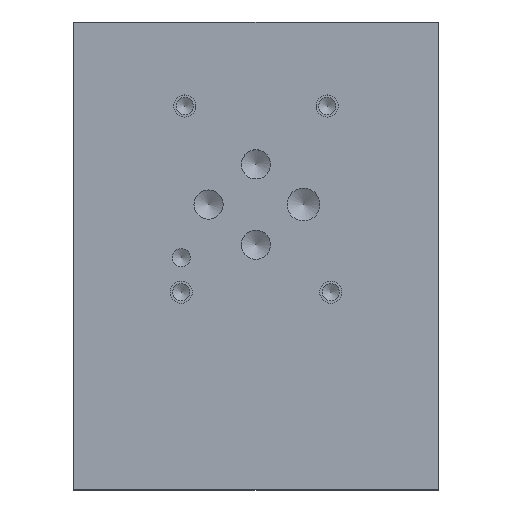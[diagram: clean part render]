
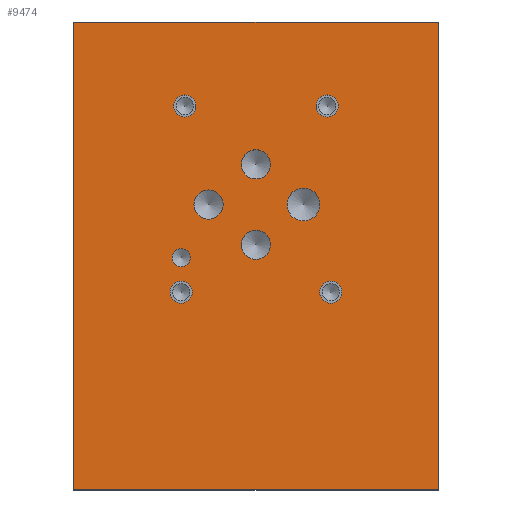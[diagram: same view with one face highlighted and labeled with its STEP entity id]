
A CAD part, top view. The second image highlights one B-rep face of the part: STEP entity #9474.
In plain terms, the highlighted planar face has unit normal (0, 0, 1).
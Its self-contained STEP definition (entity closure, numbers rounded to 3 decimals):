
#143=CIRCLE('',#9899,3.569);
#144=CIRCLE('',#9900,3.569);
#147=CIRCLE('',#9905,3.175);
#148=CIRCLE('',#9906,3.175);
#151=CIRCLE('',#9911,3.175);
#152=CIRCLE('',#9912,3.175);
#155=CIRCLE('',#9917,3.175);
#156=CIRCLE('',#9918,3.175);
#159=CIRCLE('',#9923,1.981);
#160=CIRCLE('',#9924,1.981);
#166=CIRCLE('',#9933,2.413);
#167=CIRCLE('',#9934,2.413);
#173=CIRCLE('',#9944,2.413);
#174=CIRCLE('',#9945,2.413);
#180=CIRCLE('',#9955,2.413);
#181=CIRCLE('',#9956,2.413);
#187=CIRCLE('',#9966,2.413);
#188=CIRCLE('',#9967,2.413);
#251=FACE_BOUND('',#1593,.T.);
#252=FACE_BOUND('',#1594,.T.);
#253=FACE_BOUND('',#1595,.T.);
#254=FACE_BOUND('',#1596,.T.);
#255=FACE_BOUND('',#1597,.T.);
#256=FACE_BOUND('',#1598,.T.);
#257=FACE_BOUND('',#1599,.T.);
#258=FACE_BOUND('',#1600,.T.);
#259=FACE_BOUND('',#1601,.T.);
#568=PLANE('',#9973);
#1049=FACE_OUTER_BOUND('',#1592,.T.);
#1592=EDGE_LOOP('',(#8457,#8458,#8459,#8460));
#1593=EDGE_LOOP('',(#8461,#8462));
#1594=EDGE_LOOP('',(#8463,#8464));
#1595=EDGE_LOOP('',(#8465,#8466));
#1596=EDGE_LOOP('',(#8467,#8468));
#1597=EDGE_LOOP('',(#8469,#8470));
#1598=EDGE_LOOP('',(#8471,#8472));
#1599=EDGE_LOOP('',(#8473,#8474));
#1600=EDGE_LOOP('',(#8475,#8476));
#1601=EDGE_LOOP('',(#8477,#8478));
#1912=LINE('',#13861,#2851);
#2402=LINE('',#15380,#3341);
#2460=LINE('',#15651,#3399);
#2541=LINE('',#16064,#3480);
#2851=VECTOR('',#10460,10.);
#3341=VECTOR('',#11308,10.);
#3399=VECTOR('',#11420,10.);
#3480=VECTOR('',#11877,10.);
#4027=VERTEX_POINT('',#13858);
#4028=VERTEX_POINT('',#13860);
#4398=VERTEX_POINT('',#15378);
#4456=VERTEX_POINT('',#15650);
#4547=VERTEX_POINT('',#15916);
#4548=VERTEX_POINT('',#15917);
#4552=VERTEX_POINT('',#15929);
#4553=VERTEX_POINT('',#15930);
#4557=VERTEX_POINT('',#15942);
#4558=VERTEX_POINT('',#15943);
#4562=VERTEX_POINT('',#15955);
#4563=VERTEX_POINT('',#15956);
#4567=VERTEX_POINT('',#15968);
#4568=VERTEX_POINT('',#15969);
#4575=VERTEX_POINT('',#15988);
#4576=VERTEX_POINT('',#15989);
#4583=VERTEX_POINT('',#16010);
#4584=VERTEX_POINT('',#16011);
#4591=VERTEX_POINT('',#16032);
#4592=VERTEX_POINT('',#16033);
#4599=VERTEX_POINT('',#16054);
#4600=VERTEX_POINT('',#16055);
#5068=EDGE_CURVE('',#4028,#4027,#1912,.T.);
#5622=EDGE_CURVE('',#4027,#4398,#2402,.T.);
#5704=EDGE_CURVE('',#4456,#4028,#2460,.T.);
#5826=EDGE_CURVE('',#4547,#4548,#143,.T.);
#5827=EDGE_CURVE('',#4548,#4547,#144,.T.);
#5832=EDGE_CURVE('',#4552,#4553,#147,.T.);
#5833=EDGE_CURVE('',#4553,#4552,#148,.T.);
#5838=EDGE_CURVE('',#4557,#4558,#151,.T.);
#5839=EDGE_CURVE('',#4558,#4557,#152,.T.);
#5844=EDGE_CURVE('',#4562,#4563,#155,.T.);
#5845=EDGE_CURVE('',#4563,#4562,#156,.T.);
#5850=EDGE_CURVE('',#4567,#4568,#159,.T.);
#5851=EDGE_CURVE('',#4568,#4567,#160,.T.);
#5859=EDGE_CURVE('',#4575,#4576,#166,.T.);
#5860=EDGE_CURVE('',#4576,#4575,#167,.T.);
#5869=EDGE_CURVE('',#4583,#4584,#173,.T.);
#5870=EDGE_CURVE('',#4584,#4583,#174,.T.);
#5879=EDGE_CURVE('',#4591,#4592,#180,.T.);
#5880=EDGE_CURVE('',#4592,#4591,#181,.T.);
#5889=EDGE_CURVE('',#4599,#4600,#187,.T.);
#5890=EDGE_CURVE('',#4600,#4599,#188,.T.);
#5894=EDGE_CURVE('',#4398,#4456,#2541,.T.);
#8457=ORIENTED_EDGE('',*,*,#5068,.T.);
#8458=ORIENTED_EDGE('',*,*,#5622,.T.);
#8459=ORIENTED_EDGE('',*,*,#5894,.T.);
#8460=ORIENTED_EDGE('',*,*,#5704,.T.);
#8461=ORIENTED_EDGE('',*,*,#5826,.T.);
#8462=ORIENTED_EDGE('',*,*,#5827,.T.);
#8463=ORIENTED_EDGE('',*,*,#5832,.T.);
#8464=ORIENTED_EDGE('',*,*,#5833,.T.);
#8465=ORIENTED_EDGE('',*,*,#5838,.T.);
#8466=ORIENTED_EDGE('',*,*,#5839,.T.);
#8467=ORIENTED_EDGE('',*,*,#5844,.T.);
#8468=ORIENTED_EDGE('',*,*,#5845,.T.);
#8469=ORIENTED_EDGE('',*,*,#5850,.T.);
#8470=ORIENTED_EDGE('',*,*,#5851,.T.);
#8471=ORIENTED_EDGE('',*,*,#5859,.T.);
#8472=ORIENTED_EDGE('',*,*,#5860,.T.);
#8473=ORIENTED_EDGE('',*,*,#5869,.T.);
#8474=ORIENTED_EDGE('',*,*,#5870,.T.);
#8475=ORIENTED_EDGE('',*,*,#5879,.T.);
#8476=ORIENTED_EDGE('',*,*,#5880,.T.);
#8477=ORIENTED_EDGE('',*,*,#5889,.T.);
#8478=ORIENTED_EDGE('',*,*,#5890,.T.);
#9474=ADVANCED_FACE('',(#1049,#251,#252,#253,#254,#255,#256,#257,#258,#259),
#568,.T.);
#9899=AXIS2_PLACEMENT_3D('',#15918,#11711,#11712);
#9900=AXIS2_PLACEMENT_3D('',#15919,#11713,#11714);
#9905=AXIS2_PLACEMENT_3D('',#15931,#11725,#11726);
#9906=AXIS2_PLACEMENT_3D('',#15932,#11727,#11728);
#9911=AXIS2_PLACEMENT_3D('',#15944,#11739,#11740);
#9912=AXIS2_PLACEMENT_3D('',#15945,#11741,#11742);
#9917=AXIS2_PLACEMENT_3D('',#15957,#11753,#11754);
#9918=AXIS2_PLACEMENT_3D('',#15958,#11755,#11756);
#9923=AXIS2_PLACEMENT_3D('',#15970,#11767,#11768);
#9924=AXIS2_PLACEMENT_3D('',#15971,#11769,#11770);
#9933=AXIS2_PLACEMENT_3D('',#15990,#11789,#11790);
#9934=AXIS2_PLACEMENT_3D('',#15991,#11791,#11792);
#9944=AXIS2_PLACEMENT_3D('',#16012,#11814,#11815);
#9945=AXIS2_PLACEMENT_3D('',#16013,#11816,#11817);
#9955=AXIS2_PLACEMENT_3D('',#16034,#11839,#11840);
#9956=AXIS2_PLACEMENT_3D('',#16035,#11841,#11842);
#9966=AXIS2_PLACEMENT_3D('',#16056,#11864,#11865);
#9967=AXIS2_PLACEMENT_3D('',#16057,#11866,#11867);
#9973=AXIS2_PLACEMENT_3D('',#16067,#11882,#11883);
#10460=DIRECTION('',(1.,0.,0.));
#11308=DIRECTION('',(0.,1.,0.));
#11420=DIRECTION('',(0.,-1.,0.));
#11711=DIRECTION('center_axis',(0.,0.,-1.));
#11712=DIRECTION('ref_axis',(1.,0.,0.));
#11713=DIRECTION('center_axis',(0.,0.,-1.));
#11714=DIRECTION('ref_axis',(1.,0.,0.));
#11725=DIRECTION('center_axis',(0.,0.,-1.));
#11726=DIRECTION('ref_axis',(1.,0.,0.));
#11727=DIRECTION('center_axis',(0.,0.,-1.));
#11728=DIRECTION('ref_axis',(1.,0.,0.));
#11739=DIRECTION('center_axis',(0.,0.,-1.));
#11740=DIRECTION('ref_axis',(1.,0.,0.));
#11741=DIRECTION('center_axis',(0.,0.,-1.));
#11742=DIRECTION('ref_axis',(1.,0.,0.));
#11753=DIRECTION('center_axis',(0.,0.,-1.));
#11754=DIRECTION('ref_axis',(1.,0.,0.));
#11755=DIRECTION('center_axis',(0.,0.,-1.));
#11756=DIRECTION('ref_axis',(1.,0.,0.));
#11767=DIRECTION('center_axis',(0.,0.,-1.));
#11768=DIRECTION('ref_axis',(1.,0.,0.));
#11769=DIRECTION('center_axis',(0.,0.,-1.));
#11770=DIRECTION('ref_axis',(1.,0.,0.));
#11789=DIRECTION('center_axis',(0.,0.,-1.));
#11790=DIRECTION('ref_axis',(1.,0.,0.));
#11791=DIRECTION('center_axis',(0.,0.,-1.));
#11792=DIRECTION('ref_axis',(1.,0.,0.));
#11814=DIRECTION('center_axis',(0.,0.,-1.));
#11815=DIRECTION('ref_axis',(1.,0.,0.));
#11816=DIRECTION('center_axis',(0.,0.,-1.));
#11817=DIRECTION('ref_axis',(1.,0.,0.));
#11839=DIRECTION('center_axis',(0.,0.,-1.));
#11840=DIRECTION('ref_axis',(1.,0.,0.));
#11841=DIRECTION('center_axis',(0.,0.,-1.));
#11842=DIRECTION('ref_axis',(1.,0.,0.));
#11864=DIRECTION('center_axis',(0.,0.,-1.));
#11865=DIRECTION('ref_axis',(1.,0.,0.));
#11866=DIRECTION('center_axis',(0.,0.,-1.));
#11867=DIRECTION('ref_axis',(1.,0.,0.));
#11877=DIRECTION('',(-1.,0.,0.));
#11882=DIRECTION('center_axis',(0.,0.,1.));
#11883=DIRECTION('ref_axis',(1.,0.,0.));
#13858=CARTESIAN_POINT('',(79.375,0.,101.6));
#13860=CARTESIAN_POINT('',(0.,0.,101.6));
#13861=CARTESIAN_POINT('',(0.,0.,101.6));
#15378=CARTESIAN_POINT('',(79.375,101.6,101.6));
#15380=CARTESIAN_POINT('',(79.375,0.,101.6));
#15650=CARTESIAN_POINT('',(0.,101.6,101.6));
#15651=CARTESIAN_POINT('',(0.,101.6,101.6));
#15916=CARTESIAN_POINT('',(53.581,61.9,101.6));
#15917=CARTESIAN_POINT('',(46.444,61.9,101.6));
#15918=CARTESIAN_POINT('Origin',(50.013,61.9,101.6));
#15919=CARTESIAN_POINT('Origin',(50.013,61.9,101.6));
#15929=CARTESIAN_POINT('',(42.85,70.637,101.6));
#15930=CARTESIAN_POINT('',(36.5,70.637,101.6));
#15931=CARTESIAN_POINT('Origin',(39.675,70.637,101.6));
#15932=CARTESIAN_POINT('Origin',(39.675,70.637,101.6));
#15942=CARTESIAN_POINT('',(32.537,61.9,101.6));
#15943=CARTESIAN_POINT('',(26.187,61.9,101.6));
#15944=CARTESIAN_POINT('Origin',(29.362,61.9,101.6));
#15945=CARTESIAN_POINT('Origin',(29.362,61.9,101.6));
#15955=CARTESIAN_POINT('',(42.85,53.162,101.6));
#15956=CARTESIAN_POINT('',(36.5,53.162,101.6));
#15957=CARTESIAN_POINT('Origin',(39.675,53.162,101.6));
#15958=CARTESIAN_POINT('Origin',(39.675,53.162,101.6));
#15968=CARTESIAN_POINT('',(25.4,50.343,101.6));
#15969=CARTESIAN_POINT('',(21.438,50.343,101.6));
#15970=CARTESIAN_POINT('Origin',(23.419,50.343,101.6));
#15971=CARTESIAN_POINT('Origin',(23.419,50.343,101.6));
#15988=CARTESIAN_POINT('',(58.369,42.85,101.6));
#15989=CARTESIAN_POINT('',(53.543,42.85,101.6));
#15990=CARTESIAN_POINT('Origin',(55.956,42.85,101.6));
#15991=CARTESIAN_POINT('Origin',(55.956,42.85,101.6));
#16010=CARTESIAN_POINT('',(26.619,83.337,101.6));
#16011=CARTESIAN_POINT('',(21.793,83.337,101.6));
#16012=CARTESIAN_POINT('Origin',(24.206,83.337,101.6));
#16013=CARTESIAN_POINT('Origin',(24.206,83.337,101.6));
#16032=CARTESIAN_POINT('',(57.582,83.337,101.6));
#16033=CARTESIAN_POINT('',(52.756,83.337,101.6));
#16034=CARTESIAN_POINT('Origin',(55.169,83.337,101.6));
#16035=CARTESIAN_POINT('Origin',(55.169,83.337,101.6));
#16054=CARTESIAN_POINT('',(25.832,42.85,101.6));
#16055=CARTESIAN_POINT('',(21.006,42.85,101.6));
#16056=CARTESIAN_POINT('Origin',(23.419,42.85,101.6));
#16057=CARTESIAN_POINT('Origin',(23.419,42.85,101.6));
#16064=CARTESIAN_POINT('',(79.375,101.6,101.6));
#16067=CARTESIAN_POINT('Origin',(39.688,50.8,101.6));
